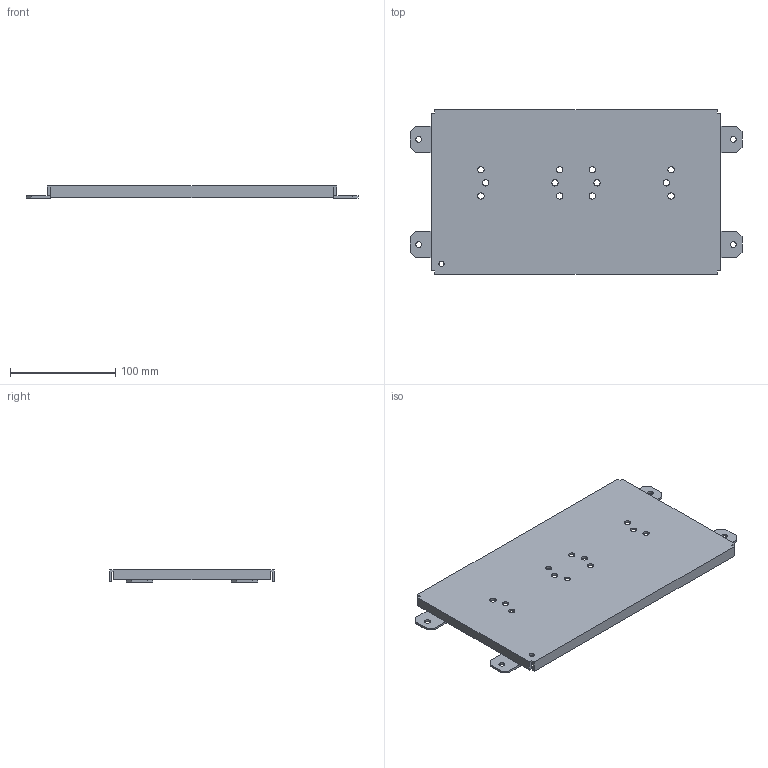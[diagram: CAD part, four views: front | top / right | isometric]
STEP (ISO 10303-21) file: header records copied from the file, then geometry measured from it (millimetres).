
FILE_DESCRIPTION((''),'2;1');
FILE_NAME('PM_K00_PROGECAD_ASM','2023-02-10T12:10:16',('klemen.sitar'),('Audax d.o.o.'),'CREO PARAMETRIC BY PTC INC, 2021304','CREO PARAMETRIC BY PTC INC, 2021304','');
FILE_SCHEMA(('AP242_MANAGED_MODEL_BASED_3D_ENGINEERING_MIM_LF { 1 0 10303 442 1 1 4 }'));
Length unit declared in the file: millimetre
Products named in the file (3): OPEN_CASCADE_STEP_TRANSLAT-6234; PM_1-4_K00_ASM; PM_K00_PROGECAD_ASM
Assembly tree (2 placements, depth 3):
  PM_K00_PROGECAD_ASM
    PM_1-4_K00_ASM
      OPEN_CASCADE_STEP_TRANSLAT-6234
Bounding box: 316 x 157 x 11.5 mm (x, y, z)
Volume: 107717.1 mm3; surface area: 106902.3 mm2
Topology: 1 solids, 1 shells, 88 faces, 246 edges, 160 vertices
Faces by surface type: plane 54, cylinder 34
Entity records: 4651 total; most frequent: CARTESIAN_POINT 506, DIRECTION 502, ORIENTED_EDGE 492, PRESENTATION_STYLE_ASSIGNMENT 335, STYLED_ITEM 335, CURVE_STYLE 246, EDGE_CURVE 246, COLOUR_RGB 198
